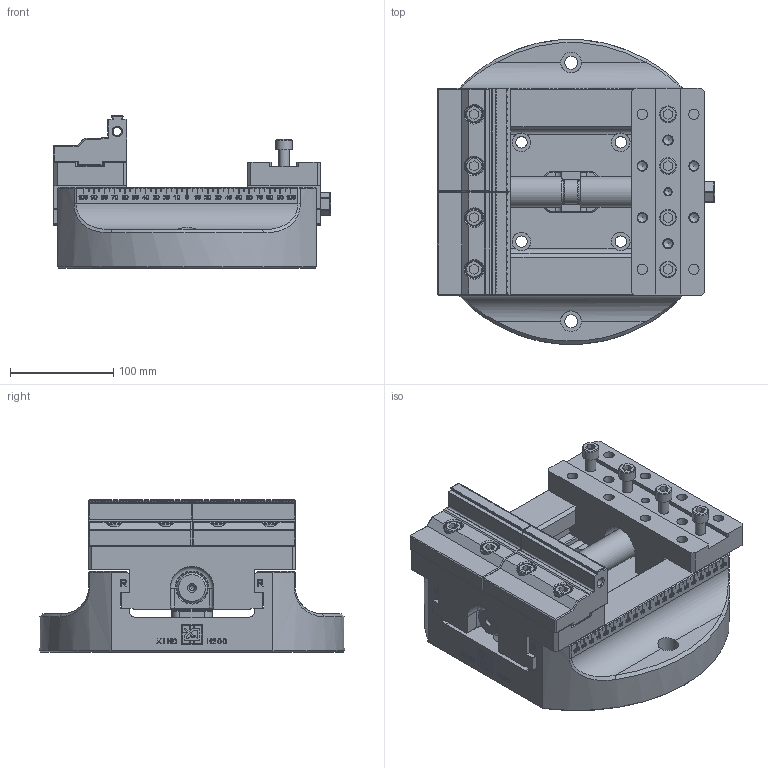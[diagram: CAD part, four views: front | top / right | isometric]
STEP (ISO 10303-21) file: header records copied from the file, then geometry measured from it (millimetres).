
FILE_DESCRIPTION(/* description */ (''),/* implementation_level */ '2;1');
FILE_NAME(/* name */ '',/* time_stamp */ '2024-09-10T09:49:49+08:00',/* author */ (''),/* organization */ (''),/* preprocessor_version */ 'ST-DEVELOPER v11',/* originating_system */ 'SIEMENS PLM Software NX 7.0',/* authorisation */ '');
FILE_SCHEMA (('CONFIG_CONTROL_DESIGN'));
Length unit declared in the file: millimetre
Products named in the file (1): Admi756Dkqd0
Bounding box: 268 x 295 x 147 mm (x, y, z)
Volume: 4592974.6 mm3; surface area: 490476.1 mm2
Topology: 15 solids, 15 shells, 2728 faces, 7013 edges, 4580 vertices
Faces by surface type: plane 1712, cylinder 399, extrusion 350, cone 235, bspline 22, torus 10
Full cylindrical faces by diameter (mm): 5 x1, 5.1 x1, 6 x1, 6.2 x2, 6.7 x2, 8 x8, 8.5 x9, 8.7 x16, 10 x49, 11 x9, 12.5 x4, 16 x8, 16.005 x4, 17 x4, 18 x9, 20 x4, 23.85 x1, 25 x2, 28 x2, 29.85 x2
Entity records: 91437 total; most frequent: CARTESIAN_POINT 27783, ORIENTED_EDGE 13410, DIRECTION 11638, EDGE_CURVE 6705, VECTOR 4730, VERTEX_POINT 4512, LINE 4380, AXIS2_PLACEMENT_3D 3454
